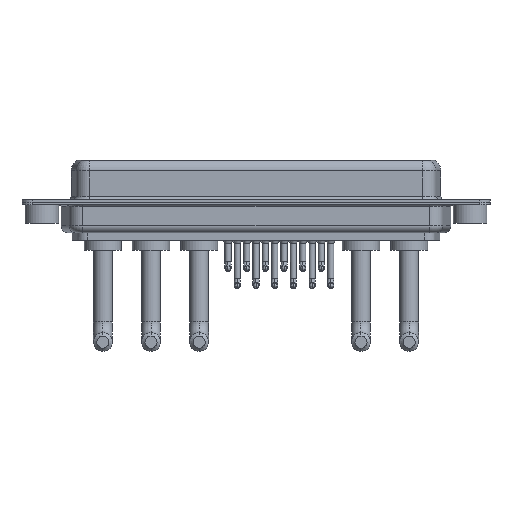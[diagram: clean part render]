
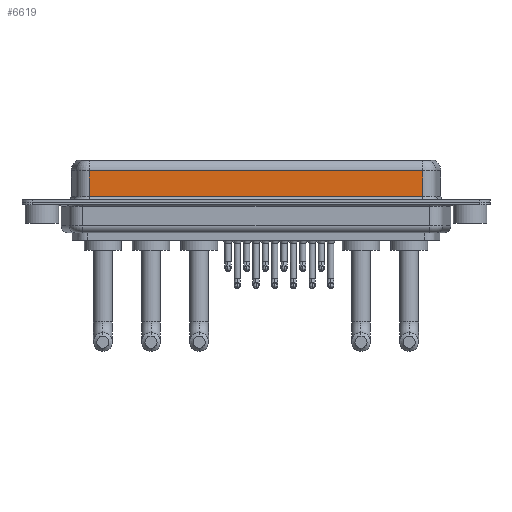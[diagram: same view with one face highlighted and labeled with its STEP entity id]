
A CAD part, front view. The second image highlights one B-rep face of the part: STEP entity #6619.
In plain terms, the highlighted planar face has unit normal (0, -1, 0).
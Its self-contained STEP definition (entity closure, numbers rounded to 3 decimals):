
#30 = DIRECTION ( 'NONE',  ( 0., 1., 0. ) ) ;
#321 = CARTESIAN_POINT ( 'NONE',  ( 7.038, -3.95, 4.65 ) ) ;
#969 = LINE ( 'NONE', #3298, #3753 ) ;
#1696 = EDGE_CURVE ( 'NONE', #11504, #19935, #15578, .T. ) ;
#1731 = ORIENTED_EDGE ( 'NONE', *, *, #14229, .T. ) ;
#1826 = DIRECTION ( 'NONE',  ( -1., 0., 0. ) ) ;
#2252 = EDGE_LOOP ( 'NONE', ( #15544, #1731, #19256, #9724 ) ) ;
#2500 = EDGE_CURVE ( 'NONE', #10484, #15239, #969, .T. ) ;
#3226 = DIRECTION ( 'NONE',  ( 0., 0., -1. ) ) ;
#3298 = CARTESIAN_POINT ( 'NONE',  ( 7.038, -3.95, 6.4 ) ) ;
#3753 = VECTOR ( 'NONE', #14126, 1000. ) ;
#4280 = VECTOR ( 'NONE', #1826, 1000. ) ;
#5533 = CARTESIAN_POINT ( 'NONE',  ( 56.462, -3.95, 0.9 ) ) ;
#6515 = CARTESIAN_POINT ( 'NONE',  ( 56.462, -3.95, 4.65 ) ) ;
#6619 = ADVANCED_FACE ( 'NONE', ( #12382 ), #19856, .F. ) ;
#7396 = DIRECTION ( 'NONE',  ( 0., 0., 1. ) ) ;
#7843 = LINE ( 'NONE', #12848, #4280 ) ;
#8365 = VECTOR ( 'NONE', #13371, 1000. ) ;
#8584 = EDGE_CURVE ( 'NONE', #15239, #19935, #11735, .T. ) ;
#8874 = VECTOR ( 'NONE', #3226, 1000. ) ;
#9724 = ORIENTED_EDGE ( 'NONE', *, *, #8584, .T. ) ;
#10484 = VERTEX_POINT ( 'NONE', #321 ) ;
#10975 = CARTESIAN_POINT ( 'NONE',  ( 7.038, -3.95, 0.9 ) ) ;
#11504 = VERTEX_POINT ( 'NONE', #6515 ) ;
#11735 = LINE ( 'NONE', #18054, #8365 ) ;
#12382 = FACE_OUTER_BOUND ( 'NONE', #2252, .T. ) ;
#12848 = CARTESIAN_POINT ( 'NONE',  ( 56.462, -3.95, 4.65 ) ) ;
#13371 = DIRECTION ( 'NONE',  ( 1., 0., 0. ) ) ;
#14126 = DIRECTION ( 'NONE',  ( 0., 0., -1. ) ) ;
#14229 = EDGE_CURVE ( 'NONE', #11504, #10484, #7843, .T. ) ;
#15239 = VERTEX_POINT ( 'NONE', #10975 ) ;
#15544 = ORIENTED_EDGE ( 'NONE', *, *, #1696, .F. ) ;
#15558 = CARTESIAN_POINT ( 'NONE',  ( 56.462, -3.95, 6.4 ) ) ;
#15578 = LINE ( 'NONE', #18617, #8874 ) ;
#18054 = CARTESIAN_POINT ( 'NONE',  ( 56.462, -3.95, 0.9 ) ) ;
#18617 = CARTESIAN_POINT ( 'NONE',  ( 56.462, -3.95, 6.4 ) ) ;
#18971 = AXIS2_PLACEMENT_3D ( 'NONE', #15558, #30, #7396 ) ;
#19256 = ORIENTED_EDGE ( 'NONE', *, *, #2500, .T. ) ;
#19856 = PLANE ( 'NONE',  #18971 ) ;
#19935 = VERTEX_POINT ( 'NONE', #5533 ) ;
